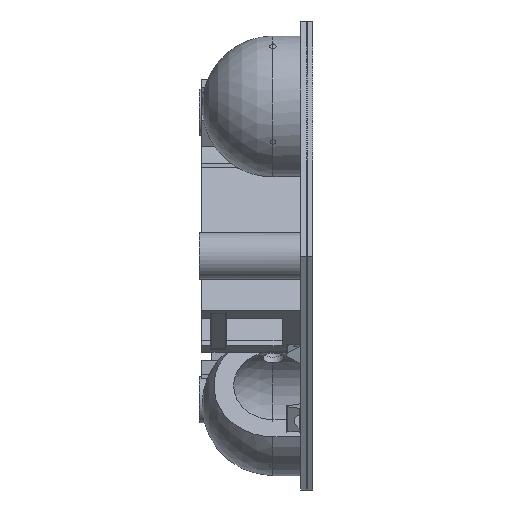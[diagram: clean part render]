
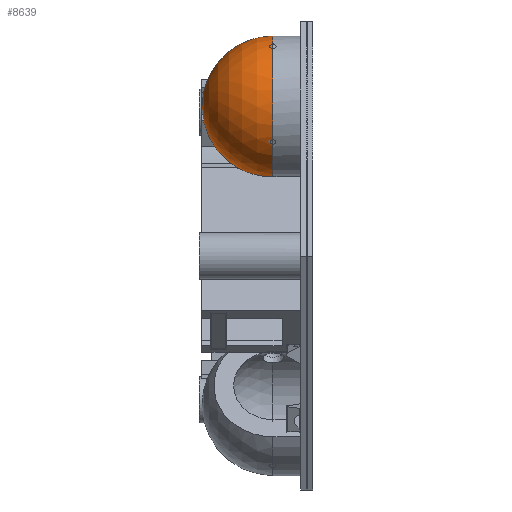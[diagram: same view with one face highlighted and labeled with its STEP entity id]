
A CAD part, left-side view. The second image highlights one B-rep face of the part: STEP entity #8639.
In plain terms, the highlighted spherical face has radius 11.5 mm.
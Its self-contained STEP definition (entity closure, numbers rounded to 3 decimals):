
#28=SPHERICAL_SURFACE('',#9305,11.5);
#390=CIRCLE('',#9227,11.5);
#393=CIRCLE('',#9232,9.588);
#398=CIRCLE('',#9243,11.5);
#401=CIRCLE('',#9247,11.5);
#437=CIRCLE('',#9306,9.588);
#438=CIRCLE('',#9307,8.968);
#439=CIRCLE('',#9308,7.283);
#440=CIRCLE('',#9309,7.312);
#441=CIRCLE('',#9310,10.666);
#442=CIRCLE('',#9311,11.5);
#443=CIRCLE('',#9312,11.5);
#444=CIRCLE('',#9313,11.5);
#813=FACE_OUTER_BOUND('',#1318,.T.);
#1318=EDGE_LOOP('',(#6936,#6937,#6938,#6939,#6940,#6941,#6942,#6943,#6944,
#6945,#6946,#6947,#6948));
#3915=VERTEX_POINT('',#14099);
#3916=VERTEX_POINT('',#14100);
#3921=VERTEX_POINT('',#14114);
#3922=VERTEX_POINT('',#14115);
#3932=VERTEX_POINT('',#14152);
#3958=VERTEX_POINT('',#14391);
#3959=VERTEX_POINT('',#14393);
#3960=VERTEX_POINT('',#14395);
#3961=VERTEX_POINT('',#14397);
#3962=VERTEX_POINT('',#14399);
#3963=VERTEX_POINT('',#14401);
#3964=VERTEX_POINT('',#14403);
#4950=EDGE_CURVE('',#3915,#3916,#390,.T.);
#4957=EDGE_CURVE('',#3921,#3922,#393,.T.);
#4973=EDGE_CURVE('',#3922,#3915,#398,.T.);
#4978=EDGE_CURVE('',#3916,#3932,#401,.T.);
#5032=EDGE_CURVE('',#3958,#3921,#437,.T.);
#5033=EDGE_CURVE('',#3959,#3932,#438,.T.);
#5034=EDGE_CURVE('',#3960,#3959,#439,.T.);
#5035=EDGE_CURVE('',#3961,#3960,#440,.T.);
#5036=EDGE_CURVE('',#3962,#3961,#441,.T.);
#5037=EDGE_CURVE('',#3962,#3963,#442,.T.);
#5038=EDGE_CURVE('',#3964,#3963,#443,.T.);
#5039=EDGE_CURVE('',#3963,#3958,#444,.T.);
#6936=ORIENTED_EDGE('',*,*,#5032,.T.);
#6937=ORIENTED_EDGE('',*,*,#4957,.T.);
#6938=ORIENTED_EDGE('',*,*,#4973,.T.);
#6939=ORIENTED_EDGE('',*,*,#4950,.T.);
#6940=ORIENTED_EDGE('',*,*,#4978,.T.);
#6941=ORIENTED_EDGE('',*,*,#5033,.F.);
#6942=ORIENTED_EDGE('',*,*,#5034,.F.);
#6943=ORIENTED_EDGE('',*,*,#5035,.F.);
#6944=ORIENTED_EDGE('',*,*,#5036,.F.);
#6945=ORIENTED_EDGE('',*,*,#5037,.T.);
#6946=ORIENTED_EDGE('',*,*,#5038,.F.);
#6947=ORIENTED_EDGE('',*,*,#5038,.T.);
#6948=ORIENTED_EDGE('',*,*,#5039,.T.);
#8639=ADVANCED_FACE('',(#813),#28,.T.);
#9227=AXIS2_PLACEMENT_3D('',#14101,#10838,#10839);
#9232=AXIS2_PLACEMENT_3D('',#14116,#10852,#10853);
#9243=AXIS2_PLACEMENT_3D('',#14145,#10885,#10886);
#9247=AXIS2_PLACEMENT_3D('',#14154,#10895,#10896);
#9305=AXIS2_PLACEMENT_3D('',#14390,#11026,#11027);
#9306=AXIS2_PLACEMENT_3D('',#14392,#11028,#11029);
#9307=AXIS2_PLACEMENT_3D('',#14394,#11030,#11031);
#9308=AXIS2_PLACEMENT_3D('',#14396,#11032,#11033);
#9309=AXIS2_PLACEMENT_3D('',#14398,#11034,#11035);
#9310=AXIS2_PLACEMENT_3D('',#14400,#11036,#11037);
#9311=AXIS2_PLACEMENT_3D('',#14402,#11038,#11039);
#9312=AXIS2_PLACEMENT_3D('',#14404,#11040,#11041);
#9313=AXIS2_PLACEMENT_3D('',#14405,#11042,#11043);
#10838=DIRECTION('center_axis',(0.,1.,0.));
#10839=DIRECTION('ref_axis',(0.5,0.,-0.866));
#10852=DIRECTION('center_axis',(-0.866,0.,-0.5));
#10853=DIRECTION('ref_axis',(0.5,0.,-0.866));
#10885=DIRECTION('center_axis',(0.,1.,0.));
#10886=DIRECTION('ref_axis',(0.5,0.,-0.866));
#10895=DIRECTION('center_axis',(0.,1.,0.));
#10896=DIRECTION('ref_axis',(0.5,0.,-0.866));
#11026=DIRECTION('center_axis',(0.,1.,0.));
#11027=DIRECTION('ref_axis',(0.,0.,-1.));
#11028=DIRECTION('center_axis',(-0.866,0.,-0.5));
#11029=DIRECTION('ref_axis',(0.5,0.,-0.866));
#11030=DIRECTION('center_axis',(-0.866,0.,0.5));
#11031=DIRECTION('ref_axis',(0.,-1.,0.));
#11032=DIRECTION('center_axis',(-0.5,0.,-0.866));
#11033=DIRECTION('ref_axis',(0.,1.,0.));
#11034=DIRECTION('center_axis',(-0.504,0.,-0.864));
#11035=DIRECTION('ref_axis',(0.,1.,0.));
#11036=DIRECTION('center_axis',(0.866,0.,-0.5));
#11037=DIRECTION('ref_axis',(0.,1.,0.));
#11038=DIRECTION('center_axis',(0.,1.,0.));
#11039=DIRECTION('ref_axis',(0.5,0.,-0.866));
#11040=DIRECTION('center_axis',(1.,0.,0.));
#11041=DIRECTION('ref_axis',(0.,0.,1.));
#11042=DIRECTION('center_axis',(0.,1.,0.));
#11043=DIRECTION('ref_axis',(0.5,0.,-0.866));
#14099=CARTESIAN_POINT('',(-4.516,6.5,17.744));
#14100=CARTESIAN_POINT('',(-7.186,6.5,14.985));
#14101=CARTESIAN_POINT('Origin',(-14.,6.5,24.249));
#14114=CARTESIAN_POINT('',(-5.351,13.728,21.968));
#14115=CARTESIAN_POINT('',(-3.707,6.5,19.12));
#14116=CARTESIAN_POINT('Origin',(-8.501,6.5,27.424));
#14145=CARTESIAN_POINT('Origin',(-14.,6.5,24.249));
#14152=CARTESIAN_POINT('',(-12.25,6.5,12.883));
#14154=CARTESIAN_POINT('Origin',(-14.,6.5,24.249));
#14390=CARTESIAN_POINT('Origin',(-14.,6.5,24.249));
#14391=CARTESIAN_POINT('',(-13.295,6.5,35.727));
#14392=CARTESIAN_POINT('Origin',(-8.501,6.5,27.424));
#14393=CARTESIAN_POINT('',(-12.216,7.602,12.942));
#14394=CARTESIAN_POINT('Origin',(-7.766,6.5,20.649));
#14395=CARTESIAN_POINT('',(-14.121,11.796,14.042));
#14396=CARTESIAN_POINT('Origin',(-18.45,6.5,16.541));
#14397=CARTESIAN_POINT('',(-14.726,12.384,14.394));
#14398=CARTESIAN_POINT('Origin',(-18.475,6.5,16.583));
#14399=CARTESIAN_POINT('',(-15.61,6.5,12.862));
#14400=CARTESIAN_POINT('Origin',(-10.277,6.5,22.099));
#14401=CARTESIAN_POINT('',(-14.,6.5,35.749));
#14402=CARTESIAN_POINT('Origin',(-14.,6.5,24.249));
#14403=CARTESIAN_POINT('',(-14.,18.,24.249));
#14404=CARTESIAN_POINT('Origin',(-14.,6.5,24.249));
#14405=CARTESIAN_POINT('Origin',(-14.,6.5,24.249));
